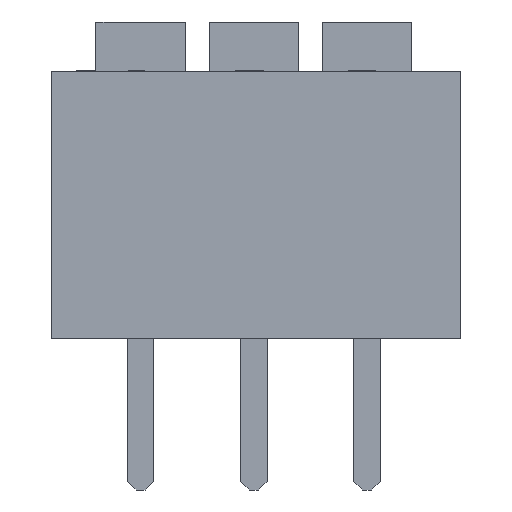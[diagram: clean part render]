
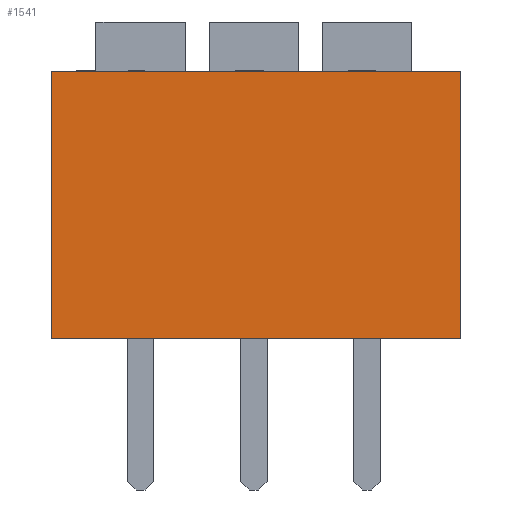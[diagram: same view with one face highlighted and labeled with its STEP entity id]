
A CAD part, front view. The second image highlights one B-rep face of the part: STEP entity #1541.
In plain terms, the highlighted planar face has unit normal (0, -1, 0).
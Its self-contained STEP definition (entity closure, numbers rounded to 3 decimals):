
#100 = PLANE('',#101);
#101 = AXIS2_PLACEMENT_3D('',#102,#103,#104);
#102 = CARTESIAN_POINT('',(0.,9.9,0.));
#103 = DIRECTION('',(1.,0.,0.));
#104 = DIRECTION('',(0.,-1.,0.));
#128 = PLANE('',#129);
#129 = AXIS2_PLACEMENT_3D('',#130,#131,#132);
#130 = CARTESIAN_POINT('',(0.,0.,6.));
#131 = DIRECTION('',(0.,0.,-1.));
#132 = DIRECTION('',(-1.,0.,0.));
#533 = VERTEX_POINT('',#534);
#534 = CARTESIAN_POINT('',(0.,0.,0.));
#548 = PLANE('',#549);
#549 = AXIS2_PLACEMENT_3D('',#550,#551,#552);
#550 = CARTESIAN_POINT('',(0.,0.,0.));
#551 = DIRECTION('',(0.,0.,-1.));
#552 = DIRECTION('',(-1.,0.,0.));
#635 = VERTEX_POINT('',#636);
#636 = CARTESIAN_POINT('',(0.,0.,6.));
#657 = EDGE_CURVE('',#533,#635,#658,.T.);
#658 = SURFACE_CURVE('',#659,(#663,#670),.PCURVE_S1.);
#659 = LINE('',#660,#661);
#660 = CARTESIAN_POINT('',(0.,0.,0.));
#661 = VECTOR('',#662,1.);
#662 = DIRECTION('',(0.,0.,1.));
#663 = PCURVE('',#100,#664);
#664 = DEFINITIONAL_REPRESENTATION('',(#665),#669);
#665 = LINE('',#666,#667);
#666 = CARTESIAN_POINT('',(9.9,0.));
#667 = VECTOR('',#668,1.);
#668 = DIRECTION('',(0.,-1.));
#669 = ( GEOMETRIC_REPRESENTATION_CONTEXT(2) 
PARAMETRIC_REPRESENTATION_CONTEXT() REPRESENTATION_CONTEXT('2D SPACE',''
  ) );
#670 = PCURVE('',#671,#676);
#671 = PLANE('',#672);
#672 = AXIS2_PLACEMENT_3D('',#673,#674,#675);
#673 = CARTESIAN_POINT('',(0.,0.,0.));
#674 = DIRECTION('',(0.,1.,0.));
#675 = DIRECTION('',(1.,0.,0.));
#676 = DEFINITIONAL_REPRESENTATION('',(#677),#681);
#677 = LINE('',#678,#679);
#678 = CARTESIAN_POINT('',(0.,0.));
#679 = VECTOR('',#680,1.);
#680 = DIRECTION('',(0.,-1.));
#681 = ( GEOMETRIC_REPRESENTATION_CONTEXT(2) 
PARAMETRIC_REPRESENTATION_CONTEXT() REPRESENTATION_CONTEXT('2D SPACE',''
  ) );
#740 = EDGE_CURVE('',#635,#741,#743,.T.);
#741 = VERTEX_POINT('',#742);
#742 = CARTESIAN_POINT('',(9.18,0.,6.));
#743 = SURFACE_CURVE('',#744,(#748,#755),.PCURVE_S1.);
#744 = LINE('',#745,#746);
#745 = CARTESIAN_POINT('',(0.,0.,6.));
#746 = VECTOR('',#747,1.);
#747 = DIRECTION('',(1.,0.,0.));
#748 = PCURVE('',#128,#749);
#749 = DEFINITIONAL_REPRESENTATION('',(#750),#754);
#750 = LINE('',#751,#752);
#751 = CARTESIAN_POINT('',(0.,0.));
#752 = VECTOR('',#753,1.);
#753 = DIRECTION('',(-1.,0.));
#754 = ( GEOMETRIC_REPRESENTATION_CONTEXT(2) 
PARAMETRIC_REPRESENTATION_CONTEXT() REPRESENTATION_CONTEXT('2D SPACE',''
  ) );
#755 = PCURVE('',#671,#756);
#756 = DEFINITIONAL_REPRESENTATION('',(#757),#761);
#757 = LINE('',#758,#759);
#758 = CARTESIAN_POINT('',(0.,-6.));
#759 = VECTOR('',#760,1.);
#760 = DIRECTION('',(1.,0.));
#761 = ( GEOMETRIC_REPRESENTATION_CONTEXT(2) 
PARAMETRIC_REPRESENTATION_CONTEXT() REPRESENTATION_CONTEXT('2D SPACE',''
  ) );
#847 = PLANE('',#848);
#848 = AXIS2_PLACEMENT_3D('',#849,#850,#851);
#849 = CARTESIAN_POINT('',(9.18,0.,0.));
#850 = DIRECTION('',(-1.,0.,0.));
#851 = DIRECTION('',(0.,1.,0.));
#1360 = EDGE_CURVE('',#533,#1361,#1363,.T.);
#1361 = VERTEX_POINT('',#1362);
#1362 = CARTESIAN_POINT('',(9.18,0.,0.));
#1363 = SURFACE_CURVE('',#1364,(#1368,#1375),.PCURVE_S1.);
#1364 = LINE('',#1365,#1366);
#1365 = CARTESIAN_POINT('',(0.,0.,0.));
#1366 = VECTOR('',#1367,1.);
#1367 = DIRECTION('',(1.,0.,0.));
#1368 = PCURVE('',#548,#1369);
#1369 = DEFINITIONAL_REPRESENTATION('',(#1370),#1374);
#1370 = LINE('',#1371,#1372);
#1371 = CARTESIAN_POINT('',(0.,0.));
#1372 = VECTOR('',#1373,1.);
#1373 = DIRECTION('',(-1.,0.));
#1374 = ( GEOMETRIC_REPRESENTATION_CONTEXT(2) 
PARAMETRIC_REPRESENTATION_CONTEXT() REPRESENTATION_CONTEXT('2D SPACE',''
  ) );
#1375 = PCURVE('',#671,#1376);
#1376 = DEFINITIONAL_REPRESENTATION('',(#1377),#1381);
#1377 = LINE('',#1378,#1379);
#1378 = CARTESIAN_POINT('',(0.,0.));
#1379 = VECTOR('',#1380,1.);
#1380 = DIRECTION('',(1.,0.));
#1381 = ( GEOMETRIC_REPRESENTATION_CONTEXT(2) 
PARAMETRIC_REPRESENTATION_CONTEXT() REPRESENTATION_CONTEXT('2D SPACE',''
  ) );
#1541 = ADVANCED_FACE('',(#1542),#671,.F.);
#1542 = FACE_BOUND('',#1543,.F.);
#1543 = EDGE_LOOP('',(#1544,#1545,#1546,#1567));
#1544 = ORIENTED_EDGE('',*,*,#657,.T.);
#1545 = ORIENTED_EDGE('',*,*,#740,.T.);
#1546 = ORIENTED_EDGE('',*,*,#1547,.F.);
#1547 = EDGE_CURVE('',#1361,#741,#1548,.T.);
#1548 = SURFACE_CURVE('',#1549,(#1553,#1560),.PCURVE_S1.);
#1549 = LINE('',#1550,#1551);
#1550 = CARTESIAN_POINT('',(9.18,0.,0.));
#1551 = VECTOR('',#1552,1.);
#1552 = DIRECTION('',(0.,0.,1.));
#1553 = PCURVE('',#671,#1554);
#1554 = DEFINITIONAL_REPRESENTATION('',(#1555),#1559);
#1555 = LINE('',#1556,#1557);
#1556 = CARTESIAN_POINT('',(9.18,0.));
#1557 = VECTOR('',#1558,1.);
#1558 = DIRECTION('',(0.,-1.));
#1559 = ( GEOMETRIC_REPRESENTATION_CONTEXT(2) 
PARAMETRIC_REPRESENTATION_CONTEXT() REPRESENTATION_CONTEXT('2D SPACE',''
  ) );
#1560 = PCURVE('',#847,#1561);
#1561 = DEFINITIONAL_REPRESENTATION('',(#1562),#1566);
#1562 = LINE('',#1563,#1564);
#1563 = CARTESIAN_POINT('',(0.,0.));
#1564 = VECTOR('',#1565,1.);
#1565 = DIRECTION('',(0.,-1.));
#1566 = ( GEOMETRIC_REPRESENTATION_CONTEXT(2) 
PARAMETRIC_REPRESENTATION_CONTEXT() REPRESENTATION_CONTEXT('2D SPACE',''
  ) );
#1567 = ORIENTED_EDGE('',*,*,#1360,.F.);
